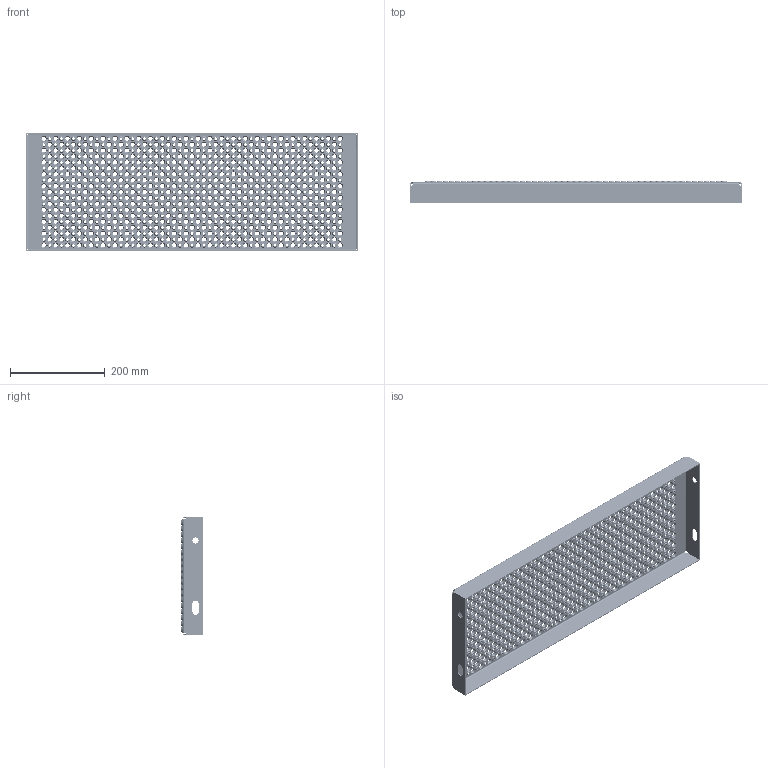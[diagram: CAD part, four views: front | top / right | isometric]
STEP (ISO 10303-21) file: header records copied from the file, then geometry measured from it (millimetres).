
FILE_DESCRIPTION (( 'STEP AP214' ), '1' );
FILE_NAME ('OPTIMO-Tread-O2-700x250x45x2-AISI304-F120204100.STEP', '2021-02-10T08:45:42', ( '' ), ( '' ), 'SwSTEP 2.0', 'SolidWorks 2021', '' );
FILE_SCHEMA (( 'AUTOMOTIVE_DESIGN' ));
Length unit declared in the file: millimetre
Products named in the file (1): OPTIMO-Tread-O2-700x250x45x2-AISI304-F120204100
Bounding box: 700 x 45 x 250 mm (x, y, z)
Volume: 497457.7 mm3; surface area: 530947 mm2
Topology: 1 solids, 1 shells, 6845 faces, 15652 edges, 9778 vertices
Faces by surface type: cone 3876, cylinder 1966, plane 995, bspline 8
Entity records: 199986 total; most frequent: DIRECTION 39026, CARTESIAN_POINT 32868, ORIENTED_EDGE 31304, AXIS2_PLACEMENT_3D 16568, EDGE_CURVE 15652, VERTEX_POINT 9778, EDGE_LOOP 9760, CIRCLE 9730
